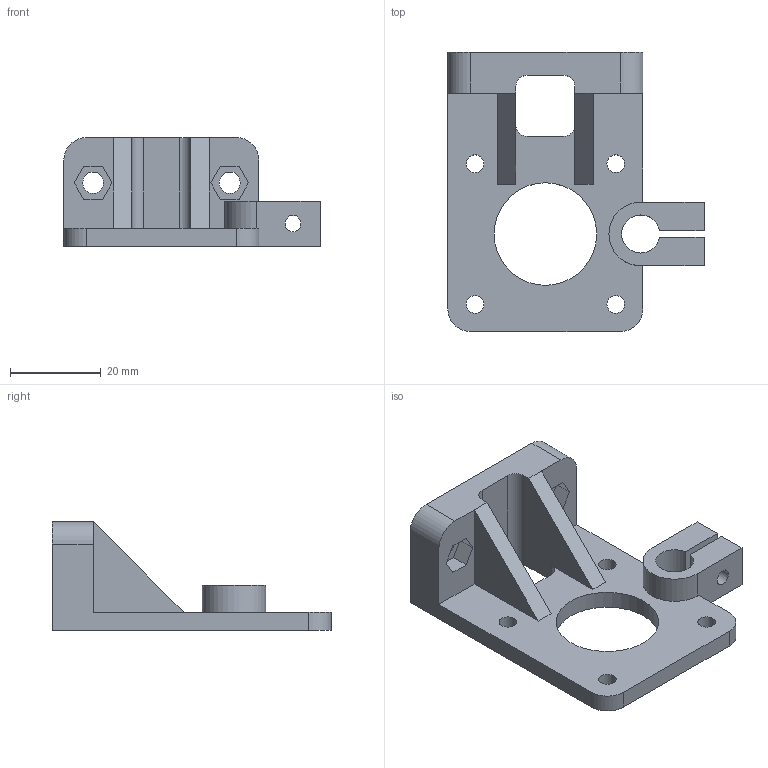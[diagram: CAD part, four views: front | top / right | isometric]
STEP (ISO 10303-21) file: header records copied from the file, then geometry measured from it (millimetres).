
FILE_DESCRIPTION(/* description */ (''),/* implementation_level */ '2;1');
FILE_NAME(/* name */ 'Z Stepper Bracket LHS.step',/* time_stamp */ '2018-07-20T12:04:25+02:00',/* author */ ('boelle'),/* organization */ (''),/* preprocessor_version */ 'ST-DEVELOPER v17',/* originating_system */ 'Autodesk Translation Framework v7.1.0.215',/* authorisation */ '');
FILE_SCHEMA (('AUTOMOTIVE_DESIGN { 1 0 10303 214 3 1 1 }'));
Length unit declared in the file: millimetre
Products named in the file (1): z-motor-bracket_lhs - remodel v8
Bounding box: 56.49 x 61.5 x 24 mm (x, y, z)
Volume: 17305.6 mm3; surface area: 9930.7 mm2
Topology: 1 solids, 1 shells, 77 faces, 217 edges, 144 vertices
Faces by surface type: plane 58, cylinder 19
Full cylindrical faces by diameter (mm): 3.9 x4, 22.6 x1
Entity records: 2560 total; most frequent: CARTESIAN_POINT 439, ORIENTED_EDGE 434, DIRECTION 411, EDGE_CURVE 217, LINE 179, VECTOR 179, VERTEX_POINT 144, AXIS2_PLACEMENT_3D 116
